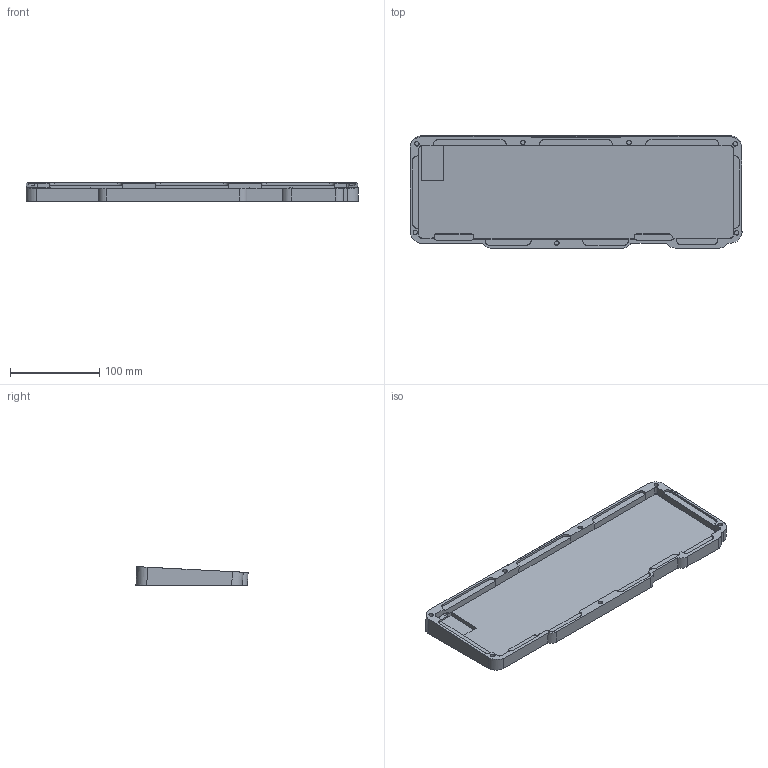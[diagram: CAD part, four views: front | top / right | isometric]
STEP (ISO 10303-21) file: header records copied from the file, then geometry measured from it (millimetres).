
FILE_DESCRIPTION(/* description */ (''),/* implementation_level */ '2;1');
FILE_NAME(/* name */ 'Chassis Bottom.step',/* time_stamp */ '2023-04-17T19:28:41+02:00',/* author */ (''),/* organization */ (''),/* preprocessor_version */ 'ST-DEVELOPER v19.2',/* originating_system */ 'Autodesk Translation Framework v11.17.0.187',/* authorisation */ '');
FILE_SCHEMA (('AUTOMOTIVE_DESIGN { 1 0 10303 214 3 1 1 }'));
Length unit declared in the file: millimetre
Products named in the file (1): Chassis Bottom
Bounding box: 372.13 x 125.68 x 20.97 mm (x, y, z)
Volume: 414922.1 mm3; surface area: 121129.5 mm2
Topology: 1 solids, 1 shells, 213 faces, 566 edges, 368 vertices
Faces by surface type: plane 125, cylinder 45, bspline 43
Entity records: 8143 total; most frequent: CARTESIAN_POINT 2991, ORIENTED_EDGE 1132, DIRECTION 941, EDGE_CURVE 566, LINE 393, VECTOR 393, VERTEX_POINT 368, AXIS2_PLACEMENT_3D 274
